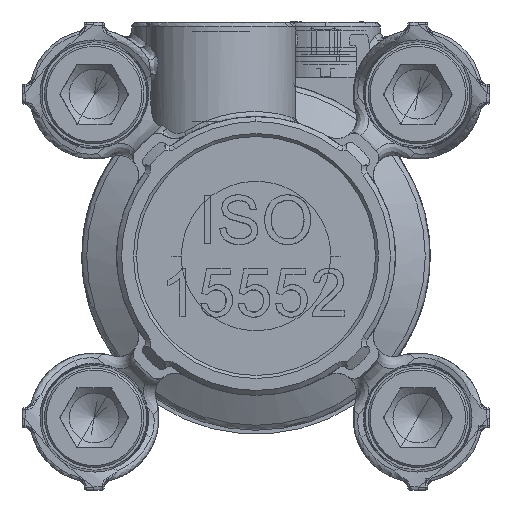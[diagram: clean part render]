
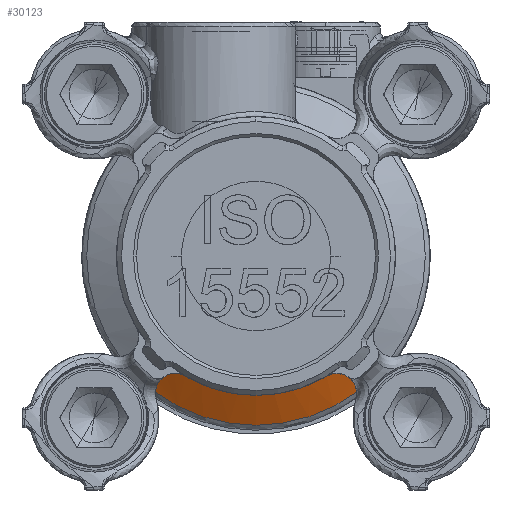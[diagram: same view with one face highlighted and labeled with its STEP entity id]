
A CAD part, front view. The second image highlights one B-rep face of the part: STEP entity #30123.
In plain terms, the highlighted conical face has half-angle 60 degrees and reference radius 17 mm.
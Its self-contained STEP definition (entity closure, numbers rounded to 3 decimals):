
#54 = CARTESIAN_POINT ( 'NONE',  ( 10.11, 21.361, -13.667 ) ) ;
#287 = CARTESIAN_POINT ( 'NONE',  ( -8.734, 20.061, -11.883 ) ) ;
#555 = EDGE_CURVE ( 'NONE', #76804, #60015, #63540, .T. ) ;
#786 = CARTESIAN_POINT ( 'NONE',  ( -9.392, 20.454, -12.239 ) ) ;
#1293 = CARTESIAN_POINT ( 'NONE',  ( -9.771, 20.781, -12.664 ) ) ;
#3635 = CARTESIAN_POINT ( 'NONE',  ( 0., 21.361, 0. ) ) ;
#4404 = AXIS2_PLACEMENT_3D ( 'NONE', #83959, #53170, #52169 ) ;
#6009 = CARTESIAN_POINT ( 'NONE',  ( -7.102, 19.629, -12.065 ) ) ;
#7223 = CARTESIAN_POINT ( 'NONE',  ( 7.439, 19.647, -11.899 ) ) ;
#8248 = CARTESIAN_POINT ( 'NONE',  ( 10.068, 21.194, -13.336 ) ) ;
#8499 = CARTESIAN_POINT ( 'NONE',  ( 0., 19.629, 0. ) ) ;
#10730 = CARTESIAN_POINT ( 'NONE',  ( -10.112, 21.361, -13.665 ) ) ;
#11411 = AXIS2_PLACEMENT_3D ( 'NONE', #3635, #96005, #26216 ) ;
#15679 = CARTESIAN_POINT ( 'NONE',  ( -8.135, 19.816, -11.789 ) ) ;
#15947 = CARTESIAN_POINT ( 'NONE',  ( 9.899, 20.923, -12.874 ) ) ;
#16198 = CARTESIAN_POINT ( 'NONE',  ( -9.697, 20.709, -12.563 ) ) ;
#16695 = CARTESIAN_POINT ( 'NONE',  ( -8.111, 19.808, -11.789 ) ) ;
#17122 = ORIENTED_EDGE ( 'NONE', *, *, #555, .T. ) ;
#22627 = CARTESIAN_POINT ( 'NONE',  ( 7.977, 19.763, -11.787 ) ) ;
#23880 = CARTESIAN_POINT ( 'NONE',  ( -8.991, 20.198, -11.988 ) ) ;
#24389 = CARTESIAN_POINT ( 'NONE',  ( -9.795, 20.806, -12.7 ) ) ;
#24887 = CARTESIAN_POINT ( 'NONE',  ( -9.62, 20.638, -12.467 ) ) ;
#26216 = DIRECTION ( 'NONE',  ( 0., 0., 1. ) ) ;
#27840 = CARTESIAN_POINT ( 'NONE',  ( 7.1, 19.629, -12.066 ) ) ;
#28668 = ORIENTED_EDGE ( 'NONE', *, *, #97920, .T. ) ;
#30123 = ADVANCED_FACE ( 'NONE', ( #51424 ), #101442, .T. ) ;
#31540 = CARTESIAN_POINT ( 'NONE',  ( -8.814, 20.101, -11.911 ) ) ;
#32039 = CARTESIAN_POINT ( 'NONE',  ( -7.527, 19.665, -11.878 ) ) ;
#35555 = CARTESIAN_POINT ( 'NONE',  ( 0., 19.629, -14. ) ) ;
#36275 = VERTEX_POINT ( 'NONE', #6009 ) ;
#36499 = CARTESIAN_POINT ( 'NONE',  ( 0., 21.361, 0. ) ) ;
#38247 = CARTESIAN_POINT ( 'NONE',  ( -10.112, 21.361, -13.665 ) ) ;
#39264 = CARTESIAN_POINT ( 'NONE',  ( -8.326, 19.88, -11.792 ) ) ;
#39750 = CARTESIAN_POINT ( 'NONE',  ( -7.931, 19.754, -11.798 ) ) ;
#40007 = CARTESIAN_POINT ( 'NONE',  ( 9.969, 21.016, -13.025 ) ) ;
#40523 = CARTESIAN_POINT ( 'NONE',  ( 7.1, 19.629, -12.066 ) ) ;
#45381 = EDGE_CURVE ( 'NONE', #60015, #97215, #59438, .T. ) ;
#45952 = CARTESIAN_POINT ( 'NONE',  ( -7.438, 19.652, -11.908 ) ) ;
#46205 = CARTESIAN_POINT ( 'NONE',  ( 8.332, 19.883, -11.794 ) ) ;
#46307 = AXIS2_PLACEMENT_3D ( 'NONE', #8499, #63397, #94690 ) ;
#46947 = CARTESIAN_POINT ( 'NONE',  ( -8.066, 19.794, -11.789 ) ) ;
#47958 = CARTESIAN_POINT ( 'NONE',  ( -10.091, 21.195, -13.322 ) ) ;
#50912 = ORIENTED_EDGE ( 'NONE', *, *, #45381, .T. ) ;
#51424 = FACE_OUTER_BOUND ( 'NONE', #61919, .T. ) ;
#52169 = DIRECTION ( 'NONE',  ( 0., 0., 1. ) ) ;
#53170 = DIRECTION ( 'NONE',  ( 0., 1., 0. ) ) ;
#53349 = EDGE_CURVE ( 'NONE', #97215, #36275, #79786, .T. ) ;
#53932 = CARTESIAN_POINT ( 'NONE',  ( 7.263, 19.629, -11.97 ) ) ;
#55189 = CARTESIAN_POINT ( 'NONE',  ( -9.059, 20.238, -12.024 ) ) ;
#55705 = CARTESIAN_POINT ( 'NONE',  ( -9.989, 21.018, -13.013 ) ) ;
#55953 = CARTESIAN_POINT ( 'NONE',  ( 9.407, 20.454, -12.23 ) ) ;
#57180 = AXIS2_PLACEMENT_3D ( 'NONE', #36499, #65815, #82719 ) ;
#59438 = CIRCLE ( 'NONE', #46307, 14. ) ;
#60015 = VERTEX_POINT ( 'NONE', #27840 ) ;
#61865 = CARTESIAN_POINT ( 'NONE',  ( -7.102, 19.629, -12.065 ) ) ;
#61919 = EDGE_LOOP ( 'NONE', ( #17122, #50912, #90676, #28668, #74395 ) ) ;
#62380 = CARTESIAN_POINT ( 'NONE',  ( -7.998, 19.773, -11.792 ) ) ;
#63387 = CARTESIAN_POINT ( 'NONE',  ( -9.117, 20.274, -12.057 ) ) ;
#63397 = DIRECTION ( 'NONE',  ( 0., 1., 0. ) ) ;
#63540 = B_SPLINE_CURVE_WITH_KNOTS ( 'NONE', 3,
 ( #54, #85738, #8248, #40007, #15947, #92930, #55953, #86242, #77524, #78022, #46205, #22627, #71849, #7223, #53932, #40523 ),
 .UNSPECIFIED., .F., .F.,
 ( 4, 2, 2, 2, 2, 2, 2, 4 ),
 ( 0., 0.001, 0.001, 0.002, 0.003, 0.003, 0.004, 0.004 ),
 .UNSPECIFIED. ) ;
#64893 = CARTESIAN_POINT ( 'NONE',  ( 10.11, 21.361, -13.667 ) ) ;
#65815 = DIRECTION ( 'NONE',  ( 0., 1., 0. ) ) ;
#69567 = CARTESIAN_POINT ( 'NONE',  ( -9.265, 20.365, -12.143 ) ) ;
#70074 = CARTESIAN_POINT ( 'NONE',  ( -7.394, 19.647, -11.924 ) ) ;
#70578 = CARTESIAN_POINT ( 'NONE',  ( -8.492, 19.947, -11.815 ) ) ;
#71581 = CARTESIAN_POINT ( 'NONE',  ( -7.574, 19.673, -11.864 ) ) ;
#71849 = CARTESIAN_POINT ( 'NONE',  ( 7.795, 19.714, -11.807 ) ) ;
#72581 = EDGE_CURVE ( 'NONE', #76804, #73032, #75328, .T. ) ;
#73032 = VERTEX_POINT ( 'NONE', #10730 ) ;
#74395 = ORIENTED_EDGE ( 'NONE', *, *, #72581, .F. ) ;
#75328 = CIRCLE ( 'NONE', #11411, 17. ) ;
#76804 = VERTEX_POINT ( 'NONE', #64893 ) ;
#77524 = CARTESIAN_POINT ( 'NONE',  ( 8.827, 20.107, -11.914 ) ) ;
#78022 = CARTESIAN_POINT ( 'NONE',  ( 8.501, 19.953, -11.821 ) ) ;
#78179 = B_SPLINE_CURVE_WITH_KNOTS ( 'NONE', 3,
 ( #61865, #100874, #78789, #70074, #45952, #32039, #71581, #78273, #101391, #39750, #62380, #46947, #16695, #15679, #39264, #70578, #287, #31540, #94179, #23880, #55189, #95191, #84975, #63387, #69567, #786, #86493, #24887, #16198, #94684, #1293, #24389, #55705, #47958, #38247 ),
 .UNSPECIFIED., .F., .F.,
 ( 4, 2, 2, 2, 2, 1, 2, 2, 2, 2, 1, 1, 2, 2, 2, 2, 2, 2, 4 ),
 ( 0., 0.062, 0.094, 0.125, 0.187, 0.219, 0.234, 0.25, 0.375, 0.437, 0.469, 0.484, 0.492, 0.5, 0.625, 0.687, 0.719, 0.75, 1. ),
 .UNSPECIFIED. ) ;
#78273 = CARTESIAN_POINT ( 'NONE',  ( -7.708, 19.698, -11.83 ) ) ;
#78789 = CARTESIAN_POINT ( 'NONE',  ( -7.265, 19.634, -11.977 ) ) ;
#79786 = CIRCLE ( 'NONE', #4404, 14. ) ;
#82719 = DIRECTION ( 'NONE',  ( 0., 0., 1. ) ) ;
#83959 = CARTESIAN_POINT ( 'NONE',  ( 0., 19.629, 0. ) ) ;
#84975 = CARTESIAN_POINT ( 'NONE',  ( -9.107, 20.267, -12.051 ) ) ;
#85738 = CARTESIAN_POINT ( 'NONE',  ( 10.099, 21.279, -13.498 ) ) ;
#86242 = CARTESIAN_POINT ( 'NONE',  ( 8.983, 20.192, -11.982 ) ) ;
#86493 = CARTESIAN_POINT ( 'NONE',  ( -9.566, 20.591, -12.407 ) ) ;
#90676 = ORIENTED_EDGE ( 'NONE', *, *, #53349, .T. ) ;
#92930 = CARTESIAN_POINT ( 'NONE',  ( 9.644, 20.644, -12.463 ) ) ;
#94179 = CARTESIAN_POINT ( 'NONE',  ( -8.932, 20.165, -11.961 ) ) ;
#94684 = CARTESIAN_POINT ( 'NONE',  ( -9.722, 20.733, -12.596 ) ) ;
#94690 = DIRECTION ( 'NONE',  ( 0., 0., 1. ) ) ;
#95191 = CARTESIAN_POINT ( 'NONE',  ( -9.087, 20.256, -12.04 ) ) ;
#96005 = DIRECTION ( 'NONE',  ( 0., 1., 0. ) ) ;
#97215 = VERTEX_POINT ( 'NONE', #35555 ) ;
#97920 = EDGE_CURVE ( 'NONE', #36275, #73032, #78179, .T. ) ;
#100874 = CARTESIAN_POINT ( 'NONE',  ( -7.182, 19.629, -12.018 ) ) ;
#101391 = CARTESIAN_POINT ( 'NONE',  ( -7.797, 19.718, -11.814 ) ) ;
#101442 = CONICAL_SURFACE ( 'NONE', #57180, 17., 1.047 ) ;
